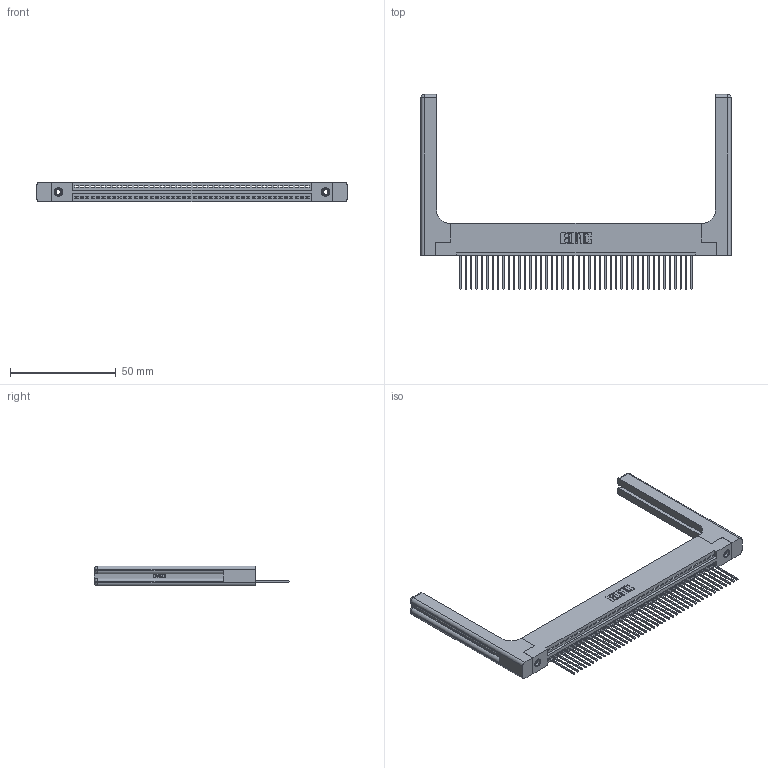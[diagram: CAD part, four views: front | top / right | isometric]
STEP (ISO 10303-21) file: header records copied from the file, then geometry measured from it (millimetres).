
FILE_DESCRIPTION (( 'STEP AP203' ), '1' );
FILE_NAME ('345-044-542-158.STEP', '2019-10-08T19:37:30', ( '' ), ( '' ), 'SwSTEP 2.0', 'SolidWorks 2016', '' );
FILE_SCHEMA (( 'CONFIG_CONTROL_DESIGN' ));
Length unit declared in the file: inch
Products named in the file (5): 345-220-058_345-220-058; 345-292-001_345-293-142; 345 Part_Flush Mounting Lugs - 0.156 Dia-TH; 345-044-542-158; 345-250-001_345-250-001-102
Assembly tree (49 placements, depth 2):
  345-044-542-158
    345 Part_Flush Mounting Lugs - 0.156 Dia-TH
    345-292-001_345-293-142  x44
    345-250-001_345-250-001-102  x2
    345-220-058_345-220-058  x2
Bounding box: 146.79 x 92.25 x 9.4 mm (x, y, z)
Volume: 22561.2 mm3; surface area: 24631.3 mm2
Topology: 49 solids, 49 shells, 2934 faces, 8751 edges, 5754 vertices
Faces by surface type: plane 1988, cylinder 886, bspline 36, cone 12, sphere 8, torus 4
Entity records: 38046 total; most frequent: CARTESIAN_POINT 7561, ORIENTED_EDGE 6336, DIRECTION 5548, EDGE_CURVE 3168, VECTOR 2768, LINE 2768, VERTEX_POINT 2102, AXIS2_PLACEMENT_3D 1390
